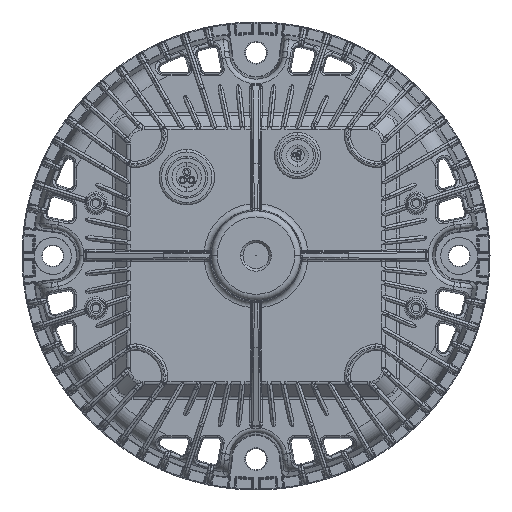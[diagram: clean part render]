
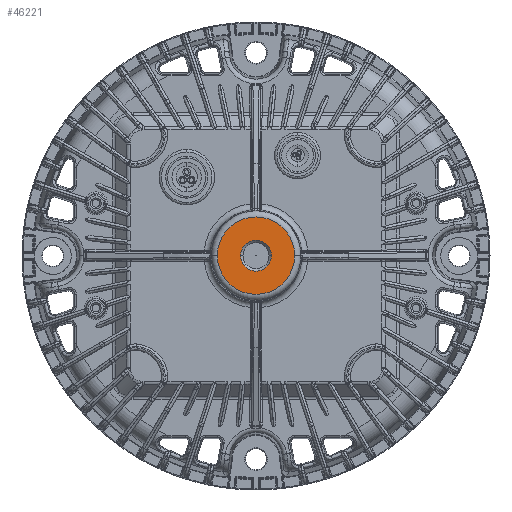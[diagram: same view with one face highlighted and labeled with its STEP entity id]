
A CAD part, top view. The second image highlights one B-rep face of the part: STEP entity #46221.
In plain terms, the highlighted planar face has unit normal (0, 0, 1).
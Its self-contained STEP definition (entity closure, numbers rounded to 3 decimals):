
#12150 = VERTEX_POINT ( 'NONE', #56101 ) ;
#12151 = VERTEX_POINT ( 'NONE', #56103 ) ;
#25764 = AXIS2_PLACEMENT_3D ( 'NONE', #70365, #70370, #70371 ) ;
#29760 = AXIS2_PLACEMENT_3D ( 'NONE', #50922, #50923, #50924 ) ;
#29761 = AXIS2_PLACEMENT_3D ( 'NONE', #50927, #50928, #50929 ) ;
#30893 = AXIS2_PLACEMENT_3D ( 'NONE', #127293, #127296, #127299 ) ;
#30981 = AXIS2_PLACEMENT_3D ( 'NONE', #128342, #128345, #128348 ) ;
#40645 = CIRCLE ( 'NONE', #29761, 12.58 ) ;
#40651 = CIRCLE ( 'NONE', #29760, 5.025 ) ;
#46221 = ADVANCED_FACE ( 'NONE', ( #77797, #77813 ), #70368, .T. ) ;
#50922 = CARTESIAN_POINT ( 'NONE',  ( 0., 0., 66.5 ) ) ;
#50923 = DIRECTION ( 'NONE',  ( 0., 0., 1. ) ) ;
#50924 = DIRECTION ( 'NONE',  ( 1., 0., 0. ) ) ;
#50927 = CARTESIAN_POINT ( 'NONE',  ( 0., 0., 66.5 ) ) ;
#50928 = DIRECTION ( 'NONE',  ( 0., 0., 1. ) ) ;
#50929 = DIRECTION ( 'NONE',  ( 1., 0., 0. ) ) ;
#56101 = CARTESIAN_POINT ( 'NONE',  ( 12.58, 0., 66.5 ) ) ;
#56103 = CARTESIAN_POINT ( 'NONE',  ( -12.58, 0., 66.5 ) ) ;
#70365 = CARTESIAN_POINT ( 'NONE',  ( 0., 0., 66.5 ) ) ;
#70368 = PLANE ( 'NONE',  #25764 ) ;
#70370 = DIRECTION ( 'NONE',  ( 0., 0., 1. ) ) ;
#70371 = DIRECTION ( 'NONE',  ( 1., 0., 0. ) ) ;
#77797 = FACE_BOUND ( 'NONE', #123754, .T. ) ;
#77813 = FACE_OUTER_BOUND ( 'NONE', #134852, .T. ) ;
#95106 = CARTESIAN_POINT ( 'NONE',  ( 5.025, 0., 66.5 ) ) ;
#95108 = CARTESIAN_POINT ( 'NONE',  ( -5.025, 0., 66.5 ) ) ;
#104467 = CIRCLE ( 'NONE', #30893, 12.58 ) ;
#104576 = CIRCLE ( 'NONE', #30981, 5.025 ) ;
#105584 = EDGE_CURVE ( 'NONE', #123296, #123297, #40651, .T. ) ;
#105586 = EDGE_CURVE ( 'NONE', #12151, #12150, #40645, .T. ) ;
#119979 = ORIENTED_EDGE ( 'NONE', *, *, #105584, .F. ) ;
#119983 = ORIENTED_EDGE ( 'NONE', *, *, #128051, .F. ) ;
#119987 = ORIENTED_EDGE ( 'NONE', *, *, #127758, .T. ) ;
#119991 = ORIENTED_EDGE ( 'NONE', *, *, #105586, .T. ) ;
#123296 = VERTEX_POINT ( 'NONE', #95106 ) ;
#123297 = VERTEX_POINT ( 'NONE', #95108 ) ;
#123754 = EDGE_LOOP ( 'NONE', ( #119979, #119983 ) ) ;
#127293 = CARTESIAN_POINT ( 'NONE',  ( 0., 0., 66.5 ) ) ;
#127296 = DIRECTION ( 'NONE',  ( 0., 0., 1. ) ) ;
#127299 = DIRECTION ( 'NONE',  ( 1., 0., 0. ) ) ;
#127758 = EDGE_CURVE ( 'NONE', #12150, #12151, #104467, .T. ) ;
#128051 = EDGE_CURVE ( 'NONE', #123297, #123296, #104576, .T. ) ;
#128342 = CARTESIAN_POINT ( 'NONE',  ( 0., 0., 66.5 ) ) ;
#128345 = DIRECTION ( 'NONE',  ( 0., 0., 1. ) ) ;
#128348 = DIRECTION ( 'NONE',  ( 1., 0., 0. ) ) ;
#134852 = EDGE_LOOP ( 'NONE', ( #119987, #119991 ) ) ;
